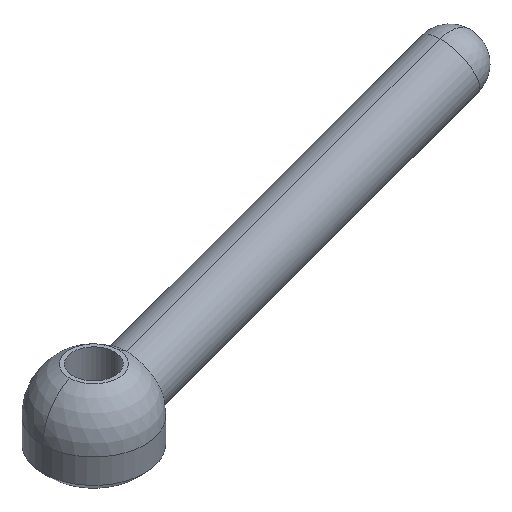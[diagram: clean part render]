
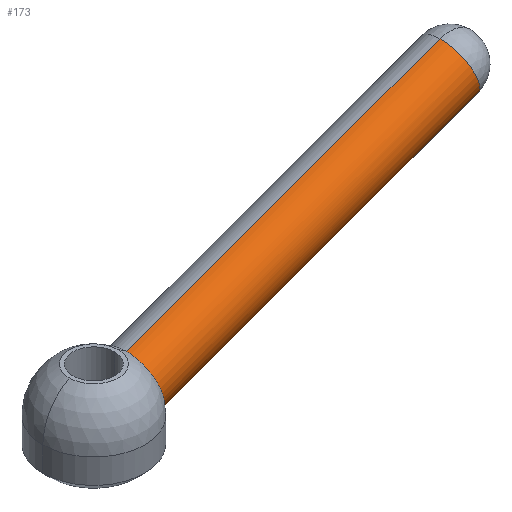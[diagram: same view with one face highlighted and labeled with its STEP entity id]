
A CAD part, isometric view. The second image highlights one B-rep face of the part: STEP entity #173.
In plain terms, the highlighted cylindrical face has radius 7 mm (diameter 14 mm), a partial arc.
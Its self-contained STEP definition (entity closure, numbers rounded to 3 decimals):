
#101=EDGE_CURVE('',#201,#159,#260,.T.);
#117=VERTEX_POINT('',#278);
#129=EDGE_CURVE('',#217,#201,#290,.T.);
#135=EDGE_CURVE('',#225,#117,#298,.T.);
#143=EDGE_CURVE('',#159,#225,#306,.T.);
#159=VERTEX_POINT('',#326);
#173=ADVANCED_FACE('',(#343),#344,.T.);
#201=VERTEX_POINT('',#374);
#217=VERTEX_POINT('',#392);
#223=EDGE_CURVE('',#117,#217,#398,.T.);
#225=VERTEX_POINT('',#400);
#260=B_SPLINE_CURVE_WITH_KNOTS('',3,(#453,#454,#455,#456,#457,#458,#459,#460,#461,#462,#463,#464,#465,#466,#467,#468,#469,#470,#471,#472,#473,#474,#475,#476,#477,#478),.UNSPECIFIED.,.F.,.F.,(4,2,2,2,2,2,2,2,2,2,2,2,4),(7.087,8.179,9.524,10.846,12.169,13.491,14.813,16.152,17.49,18.829,20.167,21.496,22.541),.UNSPECIFIED.);
#278=CARTESIAN_POINT('',(84.997,0.,45.578));
#290=LINE('',#564,#565);
#298=LINE('',#574,#575);
#306=B_SPLINE_CURVE_WITH_KNOTS('',3,(#585,#586,#587,#588,#589,#590,#591,#592,#593,#594,#595,#596,#597,#598,#599,#600,#601,#602,#603,#604,#605,#606,#607,#608,#609,#610,#611,#612,#613,#614,#615,#616,#617,#618,#619,#620,#621,#622,#623,#624,#625,#626,#627,#628,#629,#630,#631),.UNSPECIFIED.,.F.,.F.,(4,2,2,2,2,2,2,2,2,2,2,3,2,2,2,2,2,2,2,2,2,2,4),(28.832,29.044,30.366,31.689,33.011,34.334,35.656,36.978,38.296,39.615,40.933,42.251,43.569,44.887,46.206,47.524,48.846,50.168,51.491,52.813,54.136,55.458,55.67),.UNSPECIFIED.);
#326=CARTESIAN_POINT('',(10.751,-6.378,8.034));
#343=FACE_OUTER_BOUND('',#674,.T.);
#344=CYLINDRICAL_SURFACE('',#675,7.0);
#374=CARTESIAN_POINT('',(12.5,0.,4.293));
#392=CARTESIAN_POINT('',(89.786,0.,32.422));
#398=CIRCLE('',#747,7.);
#400=CARTESIAN_POINT('',(8.071,0.,17.579));
#453=CARTESIAN_POINT('',(10.751,6.378,8.034));
#454=CARTESIAN_POINT('',(10.844,6.22,7.698));
#455=CARTESIAN_POINT('',(10.95,6.033,7.378));
#456=CARTESIAN_POINT('',(11.198,5.562,6.718));
#457=CARTESIAN_POINT('',(11.342,5.266,6.389));
#458=CARTESIAN_POINT('',(11.612,4.639,5.82));
#459=CARTESIAN_POINT('',(11.748,4.288,5.56));
#460=CARTESIAN_POINT('',(12.,3.524,5.105));
#461=CARTESIAN_POINT('',(12.115,3.112,4.91));
#462=CARTESIAN_POINT('',(12.304,2.25,4.599));
#463=CARTESIAN_POINT('',(12.378,1.801,4.482));
#464=CARTESIAN_POINT('',(12.476,0.896,4.329));
#465=CARTESIAN_POINT('',(12.5,0.441,4.293));
#466=CARTESIAN_POINT('',(12.5,-0.446,4.293));
#467=CARTESIAN_POINT('',(12.476,-0.907,4.33));
#468=CARTESIAN_POINT('',(12.375,-1.822,4.487));
#469=CARTESIAN_POINT('',(12.299,-2.276,4.606));
#470=CARTESIAN_POINT('',(12.106,-3.146,4.925));
#471=CARTESIAN_POINT('',(11.989,-3.562,5.124));
#472=CARTESIAN_POINT('',(11.733,-4.331,5.589));
#473=CARTESIAN_POINT('',(11.594,-4.684,5.856));
#474=CARTESIAN_POINT('',(11.323,-5.305,6.431));
#475=CARTESIAN_POINT('',(11.182,-5.595,6.758));
#476=CARTESIAN_POINT('',(10.941,-6.049,7.405));
#477=CARTESIAN_POINT('',(10.84,-6.227,7.712));
#478=CARTESIAN_POINT('',(10.751,-6.378,8.034));
#564=CARTESIAN_POINT('',(50.287,0.,18.046));
#565=VECTOR('',#813,1.0);
#574=CARTESIAN_POINT('',(45.499,0.,31.202));
#575=VECTOR('',#822,1.0);
#585=CARTESIAN_POINT('',(10.751,-6.378,8.034));
#586=CARTESIAN_POINT('',(10.732,-6.408,8.1));
#587=CARTESIAN_POINT('',(10.714,-6.438,8.166));
#588=CARTESIAN_POINT('',(10.58,-6.645,8.65));
#589=CARTESIAN_POINT('',(10.459,-6.781,9.085));
#590=CARTESIAN_POINT('',(10.215,-6.958,9.958));
#591=CARTESIAN_POINT('',(10.092,-7.,10.398));
#592=CARTESIAN_POINT('',(9.855,-7.,11.247));
#593=CARTESIAN_POINT('',(9.732,-6.958,11.686));
#594=CARTESIAN_POINT('',(9.487,-6.781,12.559));
#595=CARTESIAN_POINT('',(9.365,-6.646,12.993));
#596=CARTESIAN_POINT('',(9.131,-6.288,13.826));
#597=CARTESIAN_POINT('',(9.019,-6.065,14.226));
#598=CARTESIAN_POINT('',(8.811,-5.551,14.964));
#599=CARTESIAN_POINT('',(8.715,-5.258,15.303));
#600=CARTESIAN_POINT('',(8.546,-4.637,15.903));
#601=CARTESIAN_POINT('',(8.466,-4.286,16.184));
#602=CARTESIAN_POINT('',(8.326,-3.522,16.679));
#603=CARTESIAN_POINT('',(8.266,-3.109,16.893));
#604=CARTESIAN_POINT('',(8.168,-2.247,17.238));
#605=CARTESIAN_POINT('',(8.131,-1.798,17.368));
#606=CARTESIAN_POINT('',(8.083,-0.894,17.539));
#607=CARTESIAN_POINT('',(8.071,-0.439,17.579));
#608=CARTESIAN_POINT('',(8.071,0.,17.579));
#609=CARTESIAN_POINT('',(8.071,0.439,17.579));
#610=CARTESIAN_POINT('',(8.083,0.894,17.539));
#611=CARTESIAN_POINT('',(8.131,1.798,17.368));
#612=CARTESIAN_POINT('',(8.168,2.247,17.238));
#613=CARTESIAN_POINT('',(8.266,3.109,16.893));
#614=CARTESIAN_POINT('',(8.326,3.522,16.679));
#615=CARTESIAN_POINT('',(8.466,4.286,16.184));
#616=CARTESIAN_POINT('',(8.546,4.637,15.903));
#617=CARTESIAN_POINT('',(8.715,5.258,15.303));
#618=CARTESIAN_POINT('',(8.811,5.551,14.964));
#619=CARTESIAN_POINT('',(9.019,6.065,14.226));
#620=CARTESIAN_POINT('',(9.131,6.288,13.826));
#621=CARTESIAN_POINT('',(9.365,6.646,12.993));
#622=CARTESIAN_POINT('',(9.487,6.781,12.559));
#623=CARTESIAN_POINT('',(9.732,6.958,11.686));
#624=CARTESIAN_POINT('',(9.855,7.,11.247));
#625=CARTESIAN_POINT('',(10.092,7.,10.398));
#626=CARTESIAN_POINT('',(10.215,6.958,9.958));
#627=CARTESIAN_POINT('',(10.459,6.781,9.085));
#628=CARTESIAN_POINT('',(10.58,6.645,8.65));
#629=CARTESIAN_POINT('',(10.714,6.438,8.166));
#630=CARTESIAN_POINT('',(10.732,6.408,8.1));
#631=CARTESIAN_POINT('',(10.751,6.378,8.034));
#674=EDGE_LOOP('',(#882,#883,#884,#885,#886));
#675=AXIS2_PLACEMENT_3D('',#887,#888,#889);
#747=AXIS2_PLACEMENT_3D('',#949,#950,#951);
#813=DIRECTION('',(-0.94,0.,-0.342));
#822=DIRECTION('',(0.94,0.,0.342));
#882=ORIENTED_EDGE('',*,*,#135,.F.);
#883=ORIENTED_EDGE('',*,*,#143,.F.);
#884=ORIENTED_EDGE('',*,*,#101,.F.);
#885=ORIENTED_EDGE('',*,*,#129,.F.);
#886=ORIENTED_EDGE('',*,*,#223,.F.);
#887=CARTESIAN_POINT('',(47.893,0.,24.624));
#888=DIRECTION('',(-0.94,0.,-0.342));
#889=DIRECTION('',(-0.342,0.,0.94));
#949=CARTESIAN_POINT('',(87.391,0.,39.));
#950=DIRECTION('',(0.94,0.,0.342));
#951=DIRECTION('',(-0.342,0.,0.94));
